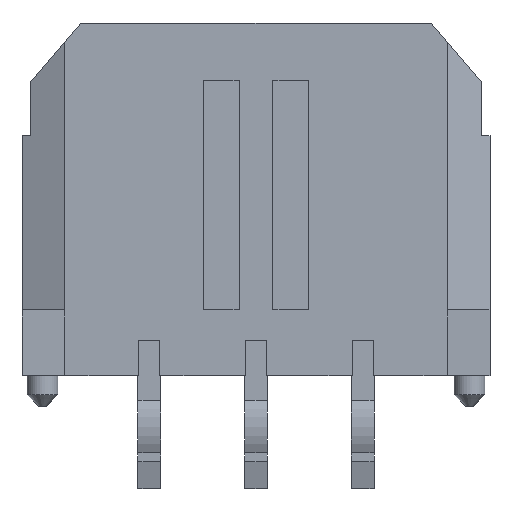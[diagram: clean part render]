
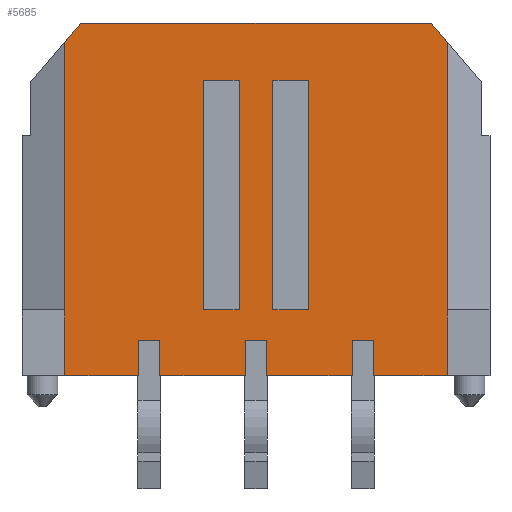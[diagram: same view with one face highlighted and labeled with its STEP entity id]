
A CAD part, front view. The second image highlights one B-rep face of the part: STEP entity #5685.
In plain terms, the highlighted planar face has unit normal (0, -1, 0).
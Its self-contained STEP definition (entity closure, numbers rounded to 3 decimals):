
#963=DIRECTION('',(-1.,0.,0.));
#964=VECTOR('',#963,2.077);
#965=CARTESIAN_POINT('',(5.375,-3.46,-4.96));
#966=LINE('',#965,#964);
#979=DIRECTION('',(-1.,0.,0.));
#980=VECTOR('',#979,2.403);
#981=CARTESIAN_POINT('',(2.702,-3.46,-4.96));
#982=LINE('',#981,#980);
#1003=DIRECTION('',(-1.,0.,0.));
#1004=VECTOR('',#1003,2.077);
#1005=CARTESIAN_POINT('',(-3.299,-3.46,-4.96));
#1006=LINE('',#1005,#1004);
#1011=DIRECTION('',(-1.,0.,0.));
#1012=VECTOR('',#1011,2.403);
#1013=CARTESIAN_POINT('',(-0.299,-3.46,-4.96));
#1014=LINE('',#1013,#1012);
#1023=DIRECTION('',(1.,0.,0.));
#1024=VECTOR('',#1023,1.);
#1025=CARTESIAN_POINT('',(-1.475,-3.46,3.35));
#1026=LINE('',#1025,#1024);
#1027=DIRECTION('',(0.,0.,1.));
#1028=VECTOR('',#1027,6.46);
#1029=CARTESIAN_POINT('',(-1.475,-3.46,-3.11));
#1030=LINE('',#1029,#1028);
#1031=DIRECTION('',(1.,0.,0.));
#1032=VECTOR('',#1031,1.);
#1033=CARTESIAN_POINT('',(-1.475,-3.46,-3.11));
#1034=LINE('',#1033,#1032);
#1035=DIRECTION('',(0.,0.,1.));
#1036=VECTOR('',#1035,6.46);
#1037=CARTESIAN_POINT('',(-0.475,-3.46,-3.11));
#1038=LINE('',#1037,#1036);
#1039=DIRECTION('',(1.,0.,0.));
#1040=VECTOR('',#1039,1.);
#1041=CARTESIAN_POINT('',(0.475,-3.46,3.35));
#1042=LINE('',#1041,#1040);
#1043=DIRECTION('',(0.,0.,1.));
#1044=VECTOR('',#1043,6.46);
#1045=CARTESIAN_POINT('',(0.475,-3.46,-3.11));
#1046=LINE('',#1045,#1044);
#1047=DIRECTION('',(1.,0.,0.));
#1048=VECTOR('',#1047,1.);
#1049=CARTESIAN_POINT('',(0.475,-3.46,-3.11));
#1050=LINE('',#1049,#1048);
#1051=DIRECTION('',(0.,0.,1.));
#1052=VECTOR('',#1051,6.46);
#1053=CARTESIAN_POINT('',(1.475,-3.46,-3.11));
#1054=LINE('',#1053,#1052);
#1055=DIRECTION('',(0.,0.,1.));
#1056=VECTOR('',#1055,1.);
#1057=CARTESIAN_POINT('',(-3.299,-3.46,-4.96));
#1058=LINE('',#1057,#1056);
#1059=DIRECTION('',(0.,0.,-1.));
#1060=VECTOR('',#1059,7.518);
#1061=CARTESIAN_POINT('',(-5.384,-3.46,4.408));
#1062=LINE('',#1061,#1060);
#1063=DIRECTION('',(-0.647,0.,-0.763));
#1064=VECTOR('',#1063,0.71);
#1065=CARTESIAN_POINT('',(-4.925,-3.46,4.95));
#1066=LINE('',#1065,#1064);
#1067=DIRECTION('',(1.,0.,0.));
#1068=VECTOR('',#1067,9.85);
#1069=CARTESIAN_POINT('',(-4.925,-3.46,4.95));
#1070=LINE('',#1069,#1068);
#1071=DIRECTION('',(-0.647,0.,0.763));
#1072=VECTOR('',#1071,0.71);
#1073=CARTESIAN_POINT('',(5.384,-3.46,4.408));
#1074=LINE('',#1073,#1072);
#1075=DIRECTION('',(0.,0.,-1.));
#1076=VECTOR('',#1075,7.518);
#1077=CARTESIAN_POINT('',(5.384,-3.46,4.408));
#1078=LINE('',#1077,#1076);
#1079=DIRECTION('',(0.,0.,-1.));
#1080=VECTOR('',#1079,1.85);
#1081=CARTESIAN_POINT('',(5.375,-3.46,-3.11));
#1082=LINE('',#1081,#1080);
#1083=DIRECTION('',(0.,0.,1.));
#1084=VECTOR('',#1083,1.);
#1085=CARTESIAN_POINT('',(3.299,-3.46,-4.96));
#1086=LINE('',#1085,#1084);
#1087=DIRECTION('',(1.,0.,0.));
#1088=VECTOR('',#1087,0.597);
#1089=CARTESIAN_POINT('',(2.702,-3.46,-3.96));
#1090=LINE('',#1089,#1088);
#1091=DIRECTION('',(0.,0.,1.));
#1092=VECTOR('',#1091,1.);
#1093=CARTESIAN_POINT('',(2.702,-3.46,-4.96));
#1094=LINE('',#1093,#1092);
#1095=DIRECTION('',(0.,0.,1.));
#1096=VECTOR('',#1095,1.);
#1097=CARTESIAN_POINT('',(0.299,-3.46,-4.96));
#1098=LINE('',#1097,#1096);
#1099=DIRECTION('',(1.,0.,0.));
#1100=VECTOR('',#1099,0.597);
#1101=CARTESIAN_POINT('',(-0.299,-3.46,-3.96));
#1102=LINE('',#1101,#1100);
#1103=DIRECTION('',(0.,0.,1.));
#1104=VECTOR('',#1103,1.);
#1105=CARTESIAN_POINT('',(-0.299,-3.46,-4.96));
#1106=LINE('',#1105,#1104);
#1107=DIRECTION('',(0.,0.,1.));
#1108=VECTOR('',#1107,1.);
#1109=CARTESIAN_POINT('',(-2.702,-3.46,-4.96));
#1110=LINE('',#1109,#1108);
#1111=DIRECTION('',(1.,0.,0.));
#1112=VECTOR('',#1111,0.597);
#1113=CARTESIAN_POINT('',(-3.299,-3.46,-3.96));
#1114=LINE('',#1113,#1112);
#1179=DIRECTION('',(0.,0.,-1.));
#1180=VECTOR('',#1179,1.85);
#1181=CARTESIAN_POINT('',(-5.375,-3.46,-3.11));
#1182=LINE('',#1181,#1180);
#1187=DIRECTION('',(1.,0.,0.));
#1188=VECTOR('',#1187,0.009);
#1189=CARTESIAN_POINT('',(5.375,-3.46,-3.11));
#1190=LINE('',#1189,#1188);
#1203=DIRECTION('',(1.,0.,0.));
#1204=VECTOR('',#1203,0.009);
#1205=CARTESIAN_POINT('',(-5.384,-3.46,-3.11));
#1206=LINE('',#1205,#1204);
#3351=CARTESIAN_POINT('',(-4.925,-3.46,4.95));
#3352=CARTESIAN_POINT('',(4.925,-3.46,4.95));
#3353=VERTEX_POINT('',#3351);
#3354=VERTEX_POINT('',#3352);
#3391=CARTESIAN_POINT('',(5.384,-3.46,4.408));
#3392=CARTESIAN_POINT('',(5.384,-3.46,-3.11));
#3393=VERTEX_POINT('',#3391);
#3394=VERTEX_POINT('',#3392);
#3440=CARTESIAN_POINT('',(2.702,-3.46,-4.96));
#3442=VERTEX_POINT('',#3440);
#3444=CARTESIAN_POINT('',(3.299,-3.46,-4.96));
#3446=VERTEX_POINT('',#3444);
#3452=CARTESIAN_POINT('',(-0.299,-3.46,-4.96));
#3454=VERTEX_POINT('',#3452);
#3456=CARTESIAN_POINT('',(0.299,-3.46,-4.96));
#3458=VERTEX_POINT('',#3456);
#3464=CARTESIAN_POINT('',(-3.299,-3.46,-4.96));
#3466=VERTEX_POINT('',#3464);
#3468=CARTESIAN_POINT('',(-2.702,-3.46,-4.96));
#3470=VERTEX_POINT('',#3468);
#3476=CARTESIAN_POINT('',(5.375,-3.46,-3.11));
#3478=VERTEX_POINT('',#3476);
#3480=CARTESIAN_POINT('',(-5.375,-3.46,-3.11));
#3482=VERTEX_POINT('',#3480);
#3487=CARTESIAN_POINT('',(5.375,-3.46,-4.96));
#3488=VERTEX_POINT('',#3487);
#3489=CARTESIAN_POINT('',(-5.375,-3.46,-4.96));
#3490=VERTEX_POINT('',#3489);
#3491=CARTESIAN_POINT('',(2.702,-3.46,-3.96));
#3492=VERTEX_POINT('',#3491);
#3493=CARTESIAN_POINT('',(3.299,-3.46,-3.96));
#3494=VERTEX_POINT('',#3493);
#3495=CARTESIAN_POINT('',(-0.299,-3.46,-3.96));
#3496=VERTEX_POINT('',#3495);
#3497=CARTESIAN_POINT('',(0.299,-3.46,-3.96));
#3498=VERTEX_POINT('',#3497);
#3499=CARTESIAN_POINT('',(-3.299,-3.46,-3.96));
#3500=VERTEX_POINT('',#3499);
#3501=CARTESIAN_POINT('',(-2.702,-3.46,-3.96));
#3502=VERTEX_POINT('',#3501);
#3739=CARTESIAN_POINT('',(-1.475,-3.46,3.35));
#3740=CARTESIAN_POINT('',(-0.475,-3.46,3.35));
#3741=VERTEX_POINT('',#3739);
#3742=VERTEX_POINT('',#3740);
#3743=CARTESIAN_POINT('',(0.475,-3.46,3.35));
#3744=CARTESIAN_POINT('',(1.475,-3.46,3.35));
#3745=VERTEX_POINT('',#3743);
#3746=VERTEX_POINT('',#3744);
#3747=CARTESIAN_POINT('',(-1.475,-3.46,-3.11));
#3748=CARTESIAN_POINT('',(-0.475,-3.46,-3.11));
#3749=VERTEX_POINT('',#3747);
#3750=VERTEX_POINT('',#3748);
#3751=CARTESIAN_POINT('',(0.475,-3.46,-3.11));
#3752=CARTESIAN_POINT('',(1.475,-3.46,-3.11));
#3753=VERTEX_POINT('',#3751);
#3754=VERTEX_POINT('',#3752);
#4293=CARTESIAN_POINT('',(-5.384,-3.46,4.408));
#4294=VERTEX_POINT('',#4293);
#4425=CARTESIAN_POINT('',(-5.384,-3.46,-3.11));
#4426=VERTEX_POINT('',#4425);
#5623=CARTESIAN_POINT('',(-6.325,-3.46,4.95));
#5624=DIRECTION('',(0.,-1.,0.));
#5625=DIRECTION('',(0.,0.,-1.));
#5626=AXIS2_PLACEMENT_3D('',#5623,#5624,#5625);
#5627=PLANE('',#5626);
#5628=ORIENTED_EDGE('',*,*,#5255,.F.);
#5629=ORIENTED_EDGE('',*,*,#5603,.T.);
#5631=ORIENTED_EDGE('',*,*,#5630,.F.);
#5633=ORIENTED_EDGE('',*,*,#5632,.F.);
#5635=ORIENTED_EDGE('',*,*,#5634,.F.);
#5637=ORIENTED_EDGE('',*,*,#5636,.F.);
#5639=ORIENTED_EDGE('',*,*,#5638,.T.);
#5640=ORIENTED_EDGE('',*,*,#4600,.F.);
#5642=ORIENTED_EDGE('',*,*,#5641,.T.);
#5644=ORIENTED_EDGE('',*,*,#5643,.F.);
#5646=ORIENTED_EDGE('',*,*,#5645,.T.);
#5647=ORIENTED_EDGE('',*,*,#5564,.T.);
#5648=ORIENTED_EDGE('',*,*,#5064,.T.);
#5649=ORIENTED_EDGE('',*,*,#5143,.F.);
#5650=ORIENTED_EDGE('',*,*,#5189,.F.);
#5651=ORIENTED_EDGE('',*,*,#5583,.T.);
#5653=ORIENTED_EDGE('',*,*,#5652,.T.);
#5655=ORIENTED_EDGE('',*,*,#5654,.F.);
#5657=ORIENTED_EDGE('',*,*,#5656,.F.);
#5658=ORIENTED_EDGE('',*,*,#5615,.T.);
#5660=ORIENTED_EDGE('',*,*,#5659,.T.);
#5662=ORIENTED_EDGE('',*,*,#5661,.F.);
#5663=EDGE_LOOP('',(#5628,#5629,#5631,#5633,#5635,#5637,#5639,#5640,#5642,#5644,
#5646,#5647,#5648,#5649,#5650,#5651,#5653,#5655,#5657,#5658,#5660,#5662));
#5664=FACE_OUTER_BOUND('',#5663,.F.);
#5666=ORIENTED_EDGE('',*,*,#5665,.F.);
#5668=ORIENTED_EDGE('',*,*,#5667,.F.);
#5670=ORIENTED_EDGE('',*,*,#5669,.T.);
#5672=ORIENTED_EDGE('',*,*,#5671,.T.);
#5673=EDGE_LOOP('',(#5666,#5668,#5670,#5672));
#5674=FACE_BOUND('',#5673,.F.);
#5676=ORIENTED_EDGE('',*,*,#5675,.F.);
#5678=ORIENTED_EDGE('',*,*,#5677,.F.);
#5680=ORIENTED_EDGE('',*,*,#5679,.T.);
#5682=ORIENTED_EDGE('',*,*,#5681,.T.);
#5683=EDGE_LOOP('',(#5676,#5678,#5680,#5682));
#5684=FACE_BOUND('',#5683,.F.);
#5685=ADVANCED_FACE('',(#5664,#5674,#5684),#5627,.T.);
#4600=EDGE_CURVE('',#3393,#3354,#1074,.T.);
#5064=EDGE_CURVE('',#3446,#3494,#1086,.T.);
#5143=EDGE_CURVE('',#3492,#3494,#1090,.T.);
#5189=EDGE_CURVE('',#3442,#3492,#1094,.T.);
#5255=EDGE_CURVE('',#3466,#3500,#1058,.T.);
#5564=EDGE_CURVE('',#3488,#3446,#966,.T.);
#5583=EDGE_CURVE('',#3442,#3458,#982,.T.);
#5603=EDGE_CURVE('',#3466,#3490,#1006,.T.);
#5615=EDGE_CURVE('',#3454,#3470,#1014,.T.);
#5630=EDGE_CURVE('',#3482,#3490,#1182,.T.);
#5632=EDGE_CURVE('',#4426,#3482,#1206,.T.);
#5634=EDGE_CURVE('',#4294,#4426,#1062,.T.);
#5636=EDGE_CURVE('',#3353,#4294,#1066,.T.);
#5638=EDGE_CURVE('',#3353,#3354,#1070,.T.);
#5641=EDGE_CURVE('',#3393,#3394,#1078,.T.);
#5643=EDGE_CURVE('',#3478,#3394,#1190,.T.);
#5645=EDGE_CURVE('',#3478,#3488,#1082,.T.);
#5652=EDGE_CURVE('',#3458,#3498,#1098,.T.);
#5654=EDGE_CURVE('',#3496,#3498,#1102,.T.);
#5656=EDGE_CURVE('',#3454,#3496,#1106,.T.);
#5659=EDGE_CURVE('',#3470,#3502,#1110,.T.);
#5661=EDGE_CURVE('',#3500,#3502,#1114,.T.);
#5665=EDGE_CURVE('',#3745,#3746,#1042,.T.);
#5667=EDGE_CURVE('',#3753,#3745,#1046,.T.);
#5669=EDGE_CURVE('',#3753,#3754,#1050,.T.);
#5671=EDGE_CURVE('',#3754,#3746,#1054,.T.);
#5675=EDGE_CURVE('',#3741,#3742,#1026,.T.);
#5677=EDGE_CURVE('',#3749,#3741,#1030,.T.);
#5679=EDGE_CURVE('',#3749,#3750,#1034,.T.);
#5681=EDGE_CURVE('',#3750,#3742,#1038,.T.);
